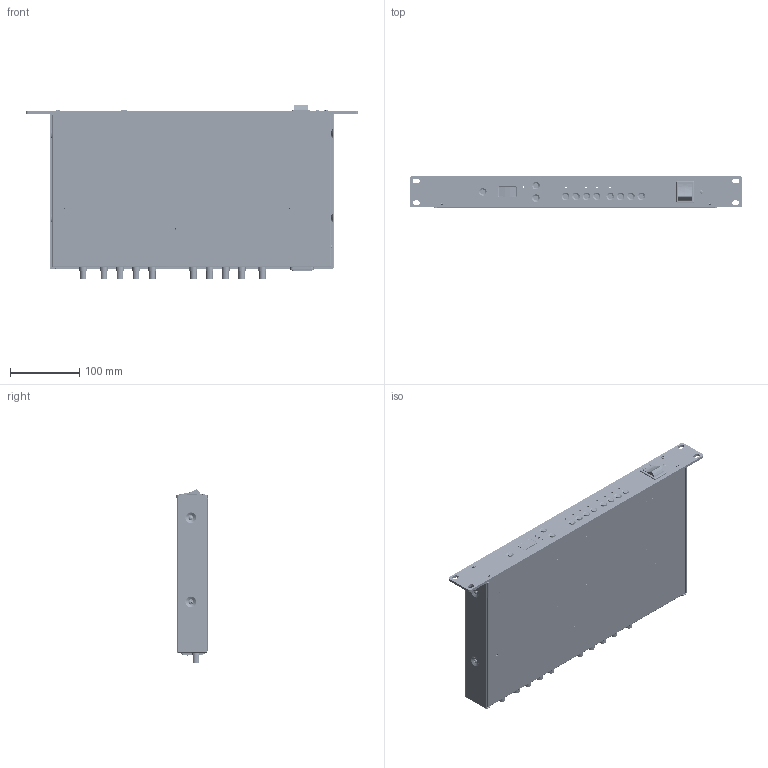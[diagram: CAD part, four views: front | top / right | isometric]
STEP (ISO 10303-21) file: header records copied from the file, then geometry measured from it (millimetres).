
FILE_DESCRIPTION (( 'STEP AP214' ), '1' );
FILE_NAME ('4 Zone Solid Body.STEP', '2025-03-03T18:21:49', ( '' ), ( '' ), 'SwSTEP 2.0', 'SolidWorks 2023', '' );
FILE_SCHEMA (( 'AUTOMOTIVE_DESIGN' ));
Length unit declared in the file: millimetre
Products named in the file (1): 4 Zone Solid Body
Bounding box: 481 x 45 x 252.58 mm (x, y, z)
Volume: 325341.7 mm3; surface area: 614241.5 mm2
Topology: 57 solids, 57 shells, 7626 faces, 19530 edges, 12730 vertices
Faces by surface type: plane 4535, cylinder 1883, bspline 587, cone 465, torus 136, sphere 20
Entity records: 347382 total; most frequent: CARTESIAN_POINT 83093, ORIENTED_EDGE 39020, DIRECTION 34555, EDGE_CURVE 19510, VERTEX_POINT 12728, LINE 12375, VECTOR 12375, AXIS2_PLACEMENT_3D 11090
